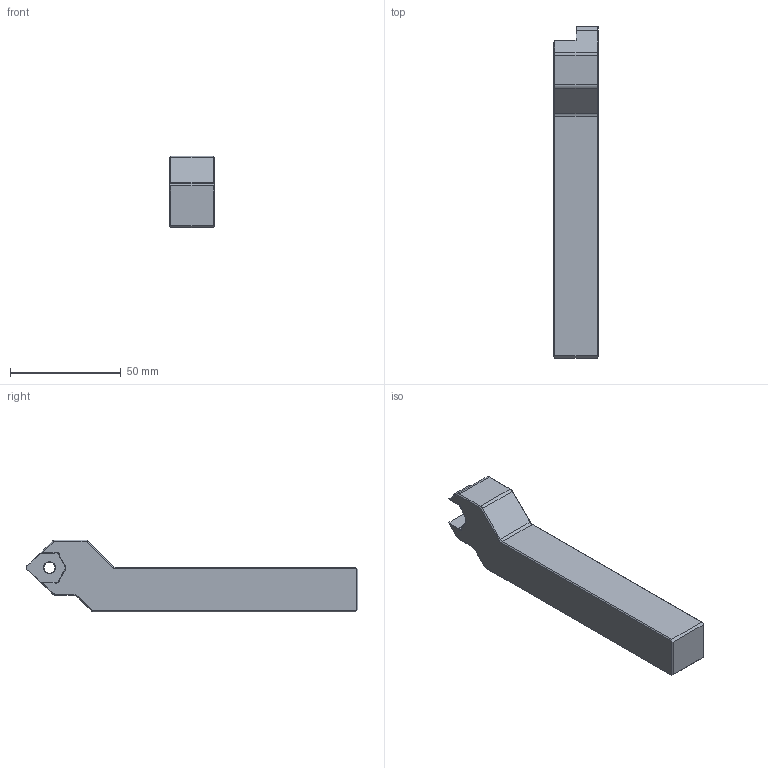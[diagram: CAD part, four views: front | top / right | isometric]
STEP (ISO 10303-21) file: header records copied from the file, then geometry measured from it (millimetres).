
FILE_DESCRIPTION (( 'STEP AP203' ), '1' );
FILE_NAME ('UTE-20-DX.STEP', '2023-07-17T08:21:21', ( 'TECNICO' ), ( '' ), 'SwSTEP 2.0', 'SolidWorks 2020', '' );
FILE_SCHEMA (( 'CONFIG_CONTROL_DESIGN' ));
Length unit declared in the file: millimetre
Products named in the file (1): UTE-20-DX
Bounding box: 20 x 150 x 32.5 mm (x, y, z)
Volume: 59402 mm3; surface area: 12926.1 mm2
Topology: 1 solids, 1 shells, 85 faces, 204 edges, 121 vertices
Faces by surface type: plane 41, cone 26, cylinder 18
Entity records: 2503 total; most frequent: DIRECTION 436, CARTESIAN_POINT 417, ORIENTED_EDGE 408, EDGE_CURVE 204, AXIS2_PLACEMENT_3D 148, LINE 140, VECTOR 140, VERTEX_POINT 121
